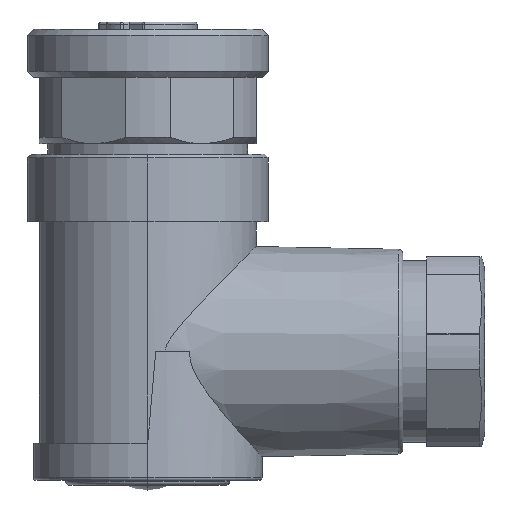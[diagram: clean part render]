
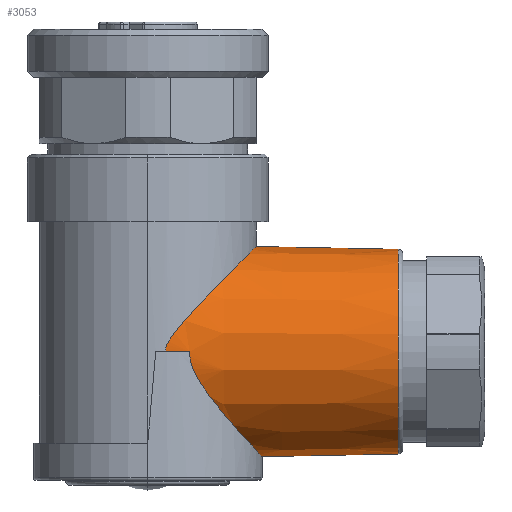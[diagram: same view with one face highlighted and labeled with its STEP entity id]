
A CAD part, left-side view. The second image highlights one B-rep face of the part: STEP entity #3053.
In plain terms, the highlighted conical face has half-angle 1.1 degrees and reference radius 8.693 mm.
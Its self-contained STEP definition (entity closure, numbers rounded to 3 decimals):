
#124=CARTESIAN_POINT('',(0.,-9.,-18.666));
#125=CARTESIAN_POINT('',(-0.164,-9.,-18.666));
#126=CARTESIAN_POINT('',(-0.492,-8.991,
-18.675));
#127=CARTESIAN_POINT('',(-0.987,-8.95,
-18.716));
#128=CARTESIAN_POINT('',(-1.482,-8.882,
-18.785));
#129=CARTESIAN_POINT('',(-1.977,-8.785,
-18.883));
#130=CARTESIAN_POINT('',(-2.473,-8.659,
-19.011));
#131=CARTESIAN_POINT('',(-2.966,-8.502,
-19.169));
#132=CARTESIAN_POINT('',(-3.462,-8.313,
-19.361));
#133=CARTESIAN_POINT('',(-3.956,-8.09,
-19.587));
#134=CARTESIAN_POINT('',(-4.447,-7.832,
-19.849));
#135=CARTESIAN_POINT('',(-4.933,-7.535,
-20.15));
#136=CARTESIAN_POINT('',(-5.413,-7.198,
-20.493));
#137=CARTESIAN_POINT('',(-5.883,-6.821,
-20.878));
#138=CARTESIAN_POINT('',(-6.335,-6.403,
-21.304));
#139=CARTESIAN_POINT('',(-6.76,-5.952,
-21.766));
#140=CARTESIAN_POINT('',(-7.161,-5.464,
-22.268));
#141=CARTESIAN_POINT('',(-7.508,-4.974,
-22.775));
#142=CARTESIAN_POINT('',(-7.793,-4.512,
-23.257));
#143=CARTESIAN_POINT('',(-8.024,-4.085,
-23.707));
#144=CARTESIAN_POINT('',(-8.211,-3.692,
-24.126));
#145=CARTESIAN_POINT('',(-8.362,-3.335,
-24.513));
#146=CARTESIAN_POINT('',(-8.482,-3.016,
-24.868));
#147=CARTESIAN_POINT('',(-8.577,-2.732,
-25.192));
#148=CARTESIAN_POINT('',(-8.652,-2.481,
-25.488));
#149=CARTESIAN_POINT('',(-8.712,-2.261,
-25.761));
#150=CARTESIAN_POINT('',(-8.759,-2.07,
-26.013));
#151=CARTESIAN_POINT('',(-8.797,-1.903,
-26.251));
#152=CARTESIAN_POINT('',(-8.826,-1.761,
-26.479));
#153=CARTESIAN_POINT('',(-8.848,-1.647,
-26.695));
#154=CARTESIAN_POINT('',(-8.863,-1.563,
-26.893));
#155=CARTESIAN_POINT('',(-8.873,-1.509,
-27.074));
#156=CARTESIAN_POINT('',(-8.878,-1.478,
-27.24));
#157=CARTESIAN_POINT('',(-8.879,-1.472,
-27.348));
#158=CARTESIAN_POINT('',(-8.879,-1.472,-27.4));
#211=CARTESIAN_POINT('',(-8.84,-3.478,-27.4));
#212=CARTESIAN_POINT('',(-8.84,-3.478,
-27.493));
#213=CARTESIAN_POINT('',(-8.837,-3.486,
-27.681));
#214=CARTESIAN_POINT('',(-8.823,-3.523,
-27.969));
#215=CARTESIAN_POINT('',(-8.797,-3.587,
-28.27));
#216=CARTESIAN_POINT('',(-8.758,-3.683,
-28.594));
#217=CARTESIAN_POINT('',(-8.699,-3.819,
-28.951));
#218=CARTESIAN_POINT('',(-8.616,-4.003,
-29.347));
#219=CARTESIAN_POINT('',(-8.503,-4.241,
-29.781));
#220=CARTESIAN_POINT('',(-8.35,-4.536,
-30.257));
#221=CARTESIAN_POINT('',(-8.148,-4.891,
-30.776));
#222=CARTESIAN_POINT('',(-7.88,-5.316,
-31.348));
#223=CARTESIAN_POINT('',(-7.543,-5.785,
-31.942));
#224=CARTESIAN_POINT('',(-7.165,-6.248,
-32.502));
#225=CARTESIAN_POINT('',(-6.753,-6.691,
-33.022));
#226=CARTESIAN_POINT('',(-6.316,-7.105,
-33.497));
#227=CARTESIAN_POINT('',(-5.86,-7.485,
-33.926));
#228=CARTESIAN_POINT('',(-5.39,-7.83,
-34.31));
#229=CARTESIAN_POINT('',(-4.911,-8.139,
-34.65));
#230=CARTESIAN_POINT('',(-4.425,-8.412,
-34.95));
#231=CARTESIAN_POINT('',(-3.935,-8.652,
-35.211));
#232=CARTESIAN_POINT('',(-3.443,-8.859,
-35.436));
#233=CARTESIAN_POINT('',(-2.95,-9.035,
-35.626));
#234=CARTESIAN_POINT('',(-2.457,-9.182,
-35.783));
#235=CARTESIAN_POINT('',(-1.964,-9.299,
-35.91));
#236=CARTESIAN_POINT('',(-1.472,-9.39,
-36.007));
#237=CARTESIAN_POINT('',(-0.981,-9.454,
-36.075));
#238=CARTESIAN_POINT('',(-0.49,-9.492,
-36.116));
#239=CARTESIAN_POINT('',(-0.163,-9.5,-36.125));
#240=CARTESIAN_POINT('',(0.,-9.5,-36.125));
#296=CARTESIAN_POINT('',(0.,-20.81,-27.4));
#297=DIRECTION('',(0.,-1.,0.));
#298=DIRECTION('',(0.,0.,1.));
#299=AXIS2_PLACEMENT_3D('',#296,#297,#298);
#301=DIRECTION('',(0.019,-1.,0.));
#302=VECTOR('',#301,2.007);
#303=CARTESIAN_POINT('',(-8.879,-1.472,-27.4));
#304=LINE('',#303,#302);
#840=DIRECTION('',(0.,-1.,-0.019));
#841=VECTOR('',#840,11.812);
#842=CARTESIAN_POINT('',(0.,-9.,-18.666));
#843=LINE('',#842,#841);
#848=DIRECTION('',(0.,-1.,0.019));
#849=VECTOR('',#848,11.312);
#850=CARTESIAN_POINT('',(0.,-9.5,-36.125));
#851=LINE('',#850,#849);
#2377=VERTEX_POINT('',#124);
#2378=VERTEX_POINT('',#158);
#2380=VERTEX_POINT('',#211);
#2381=VERTEX_POINT('',#240);
#2411=CARTESIAN_POINT('',(0.,-20.81,-18.892));
#2412=CARTESIAN_POINT('',(0.,-20.81,-35.908));
#2413=VERTEX_POINT('',#2411);
#2414=VERTEX_POINT('',#2412);
#3037=CARTESIAN_POINT('',(0.,-11.141,-27.4));
#3038=DIRECTION('',(0.,1.,0.));
#3039=DIRECTION('',(0.,0.,-1.));
#3040=AXIS2_PLACEMENT_3D('',#3037,#3038,#3039);
#3041=CONICAL_SURFACE('',#3040,8.693,1.1);
#3043=ORIENTED_EDGE('',*,*,#3042,.T.);
#3045=ORIENTED_EDGE('',*,*,#3044,.F.);
#3046=ORIENTED_EDGE('',*,*,#2998,.F.);
#3047=ORIENTED_EDGE('',*,*,#3016,.F.);
#3048=ORIENTED_EDGE('',*,*,#2907,.F.);
#3050=ORIENTED_EDGE('',*,*,#3049,.T.);
#3051=EDGE_LOOP('',(#3043,#3045,#3046,#3047,#3048,#3050));
#3052=FACE_OUTER_BOUND('',#3051,.F.);
#159=B_SPLINE_CURVE_WITH_KNOTS('',3,(#124,#125,#126,#127,#128,#129,#130,#131,
#132,#133,#134,#135,#136,#137,#138,#139,#140,#141,#142,#143,#144,#145,#146,#147,
#148,#149,#150,#151,#152,#153,#154,#155,#156,#157,#158),.UNSPECIFIED.,.F.,.F.,
(4,1,1,1,1,1,1,1,1,1,1,1,1,1,1,1,1,1,1,1,1,1,1,1,1,1,1,1,1,1,1,1,4),(0.,
0.031,0.063,0.094,0.125,0.156,0.188,0.219,0.25,0.281,
0.313,0.344,0.375,0.406,0.438,0.469,0.5,0.531,
0.563,0.594,0.625,0.656,0.688,0.719,0.75,0.781,
0.813,0.844,0.875,0.906,0.938,0.969,1.),.UNSPECIFIED.);
#241=B_SPLINE_CURVE_WITH_KNOTS('',3,(#211,#212,#213,#214,#215,#216,#217,#218,
#219,#220,#221,#222,#223,#224,#225,#226,#227,#228,#229,#230,#231,#232,#233,#234,
#235,#236,#237,#238,#239,#240),.UNSPECIFIED.,.F.,.F.,(4,1,1,1,1,1,1,1,1,1,1,1,1,
1,1,1,1,1,1,1,1,1,1,1,1,1,1,4),(0.,0.037,0.074,
0.111,0.148,0.185,0.222,
0.259,0.296,0.333,0.37,
0.407,0.444,0.481,0.519,
0.556,0.593,0.63,0.667,
0.704,0.741,0.778,0.815,
0.852,0.889,0.926,0.963,1.),
.UNSPECIFIED.);
#300=CIRCLE('',#299,8.508);
#2907=EDGE_CURVE('',#2377,#2378,#159,.T.);
#2998=EDGE_CURVE('',#2380,#2381,#241,.T.);
#3016=EDGE_CURVE('',#2378,#2380,#304,.T.);
#3042=EDGE_CURVE('',#2413,#2414,#300,.T.);
#3044=EDGE_CURVE('',#2381,#2414,#851,.T.);
#3049=EDGE_CURVE('',#2377,#2413,#843,.T.);
#3053=ADVANCED_FACE('',(#3052),#3041,.T.);
